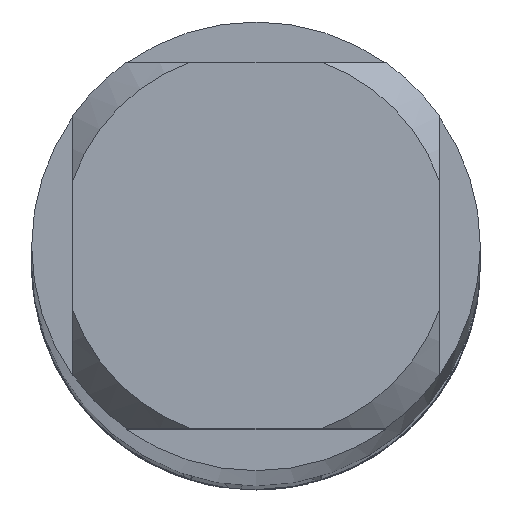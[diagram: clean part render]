
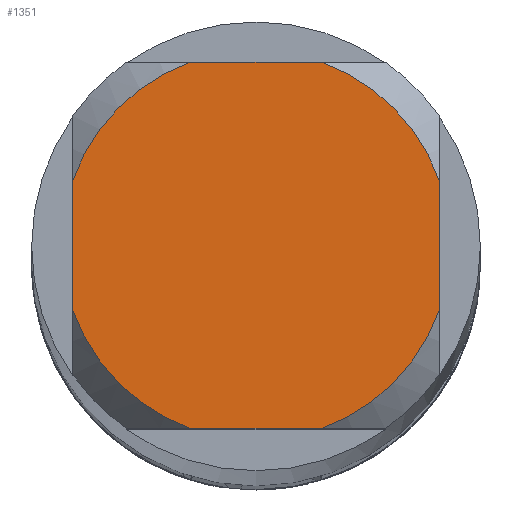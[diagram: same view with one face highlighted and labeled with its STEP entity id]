
A CAD part, top view. The second image highlights one B-rep face of the part: STEP entity #1351.
In plain terms, the highlighted planar face has unit normal (0, 0, 1).
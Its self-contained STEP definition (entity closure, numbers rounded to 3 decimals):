
#1233=EDGE_CURVE('',#2611,#2235,#3609,.T.);
#1351=ADVANCED_FACE('',(#3738),#3739,.T.);
#1485=EDGE_CURVE('',#1633,#1805,#3887,.T.);
#1555=VERTEX_POINT('',#3962);
#1633=VERTEX_POINT('',#4047);
#1705=VERTEX_POINT('',#4120);
#1727=EDGE_CURVE('',#1705,#3045,#4143,.T.);
#1805=VERTEX_POINT('',#4231);
#2163=VERTEX_POINT('',#4619);
#2235=VERTEX_POINT('',#4698);
#2275=EDGE_CURVE('',#1555,#3045,#4742,.T.);
#2383=EDGE_CURVE('',#1705,#2235,#4863,.T.);
#2611=VERTEX_POINT('',#5112);
#2701=EDGE_CURVE('',#2611,#1805,#5212,.T.);
#3045=VERTEX_POINT('',#5581);
#3197=EDGE_CURVE('',#1633,#2163,#5750,.T.);
#3541=EDGE_CURVE('',#1555,#2163,#6127,.T.);
#3609=CIRCLE('',#6258,2.6);
#3738=FACE_OUTER_BOUND('',#6584,.T.);
#3739=PLANE('',#6585);
#3887=CIRCLE('',#7140,2.6);
#3962=CARTESIAN_POINT('',(-2.45,0.87,0.0));
#4047=CARTESIAN_POINT('',(0.87,2.45,0.0));
#4120=CARTESIAN_POINT('',(-0.87,-2.45,0.0));
#4143=CIRCLE('',#7922,2.6);
#4231=CARTESIAN_POINT('',(2.45,0.87,0.0));
#4619=CARTESIAN_POINT('',(-0.87,2.45,0.0));
#4698=CARTESIAN_POINT('',(0.87,-2.45,0.0));
#4742=LINE('',#9500,#9501);
#4863=LINE('',#9770,#9771);
#5112=CARTESIAN_POINT('',(2.45,-0.87,0.0));
#5212=LINE('',#10604,#10605);
#5581=CARTESIAN_POINT('',(-2.45,-0.87,0.0));
#5750=LINE('',#12345,#12346);
#6127=CIRCLE('',#13445,2.6);
#6258=AXIS2_PLACEMENT_3D('',#13517,#13518,#13519);
#6584=EDGE_LOOP('',(#13652,#13653,#13654,#13655,#13656,#13657,#13658,#13659));
#6585=AXIS2_PLACEMENT_3D('',#13660,#13661,#13662);
#7140=AXIS2_PLACEMENT_3D('',#13879,#13880,#13881);
#7922=AXIS2_PLACEMENT_3D('',#14163,#14164,#14165);
#9500=CARTESIAN_POINT('',(-2.45,0.65,0.0));
#9501=VECTOR('',#14762,1.0);
#9770=CARTESIAN_POINT('',(0.0,-2.45,0.0));
#9771=VECTOR('',#14909,1.0);
#10604=CARTESIAN_POINT('',(2.45,0.65,0.0));
#10605=VECTOR('',#15296,1.0);
#12345=CARTESIAN_POINT('',(0.0,2.45,0.0));
#12346=VECTOR('',#15886,1.0);
#13445=AXIS2_PLACEMENT_3D('',#16286,#16287,#16288);
#13517=CARTESIAN_POINT('',(0.0,0.0,0.0));
#13518=DIRECTION('',(0.0,0.0,-1.0));
#13519=DIRECTION('',(0.0,1.0,0.0));
#13652=ORIENTED_EDGE('',*,*,#2275,.T.);
#13653=ORIENTED_EDGE('',*,*,#1727,.F.);
#13654=ORIENTED_EDGE('',*,*,#2383,.T.);
#13655=ORIENTED_EDGE('',*,*,#1233,.F.);
#13656=ORIENTED_EDGE('',*,*,#2701,.T.);
#13657=ORIENTED_EDGE('',*,*,#1485,.F.);
#13658=ORIENTED_EDGE('',*,*,#3197,.T.);
#13659=ORIENTED_EDGE('',*,*,#3541,.F.);
#13660=CARTESIAN_POINT('',(0.0,1.3,0.0));
#13661=DIRECTION('',(-0.0,0.0,1.0));
#13662=DIRECTION('',(0.0,-1.0,0.0));
#13879=CARTESIAN_POINT('',(0.0,0.0,0.0));
#13880=DIRECTION('',(0.0,0.0,-1.0));
#13881=DIRECTION('',(0.0,1.0,0.0));
#14163=CARTESIAN_POINT('',(0.0,0.0,0.0));
#14164=DIRECTION('',(0.0,0.0,-1.0));
#14165=DIRECTION('',(0.0,1.0,0.0));
#14762=DIRECTION('',(-0.0,-1.0,0.0));
#14909=DIRECTION('',(1.0,0.0,0.0));
#15296=DIRECTION('',(-0.0,1.0,0.0));
#15886=DIRECTION('',(-1.0,0.0,0.0));
#16286=CARTESIAN_POINT('',(0.0,0.0,0.0));
#16287=DIRECTION('',(0.0,0.0,-1.0));
#16288=DIRECTION('',(0.0,1.0,0.0));
